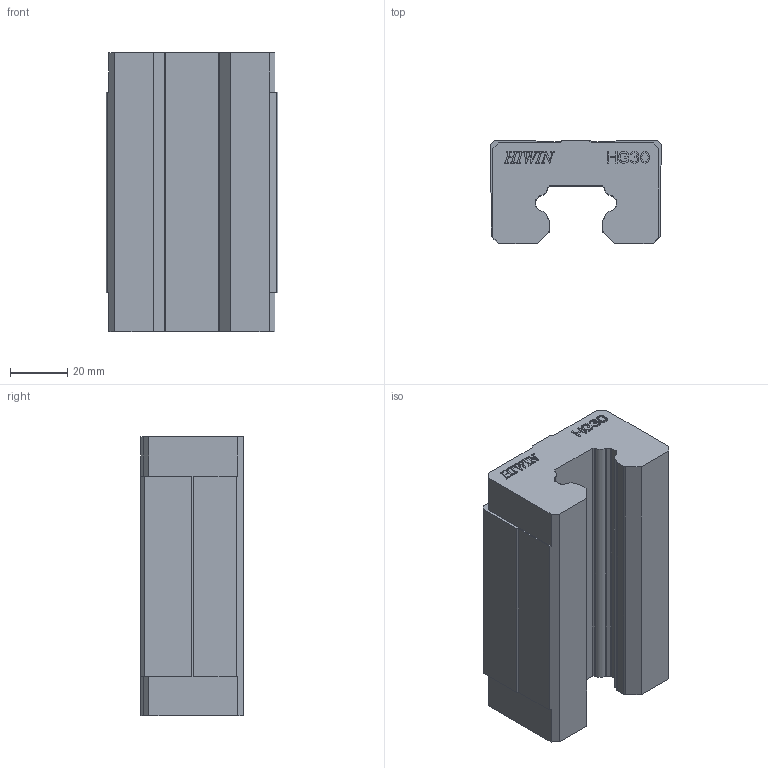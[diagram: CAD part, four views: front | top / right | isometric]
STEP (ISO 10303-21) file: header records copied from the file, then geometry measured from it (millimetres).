
FILE_DESCRIPTION (( 'STEP AP203' ), '1' );
FILE_NAME ('HGL30C.STEP', '2007-11-05T07:56:54', ( 'HIWIN GmbH' ), ( '77654 Offenburg' ), 'SwSTEP 2.0', 'SolidWorks 2006104', '' );
FILE_SCHEMA (( 'CONFIG_CONTROL_DESIGN' ));
Length unit declared in the file: millimetre
Products named in the file (5): HGH30C_ASM_ASM_ASM_Standard; HGH30_1_Standard; HGH30_ASM_2_ASM_ASM_ASM_Standard; HGL30C; HGL30C_ASM_ASM_Standard
Assembly tree (4 placements, depth 5):
  HGL30C
    HGL30C_ASM_ASM_Standard
      HGH30C_ASM_ASM_ASM_Standard
        HGH30_ASM_2_ASM_ASM_ASM_Standard
          HGH30_1_Standard
Bounding box: 60 x 36 x 97.7 mm (x, y, z)
Volume: 158327.6 mm3; surface area: 26799.9 mm2
Topology: 1 solids, 1 shells, 390 faces, 1138 edges, 764 vertices
Faces by surface type: plane 302, bspline 60, cylinder 28
Entity records: 14817 total; most frequent: CARTESIAN_POINT 4509, ORIENTED_EDGE 2276, DIRECTION 1626, EDGE_CURVE 1138, VECTOR 924, LINE 924, VERTEX_POINT 764, EDGE_LOOP 404
